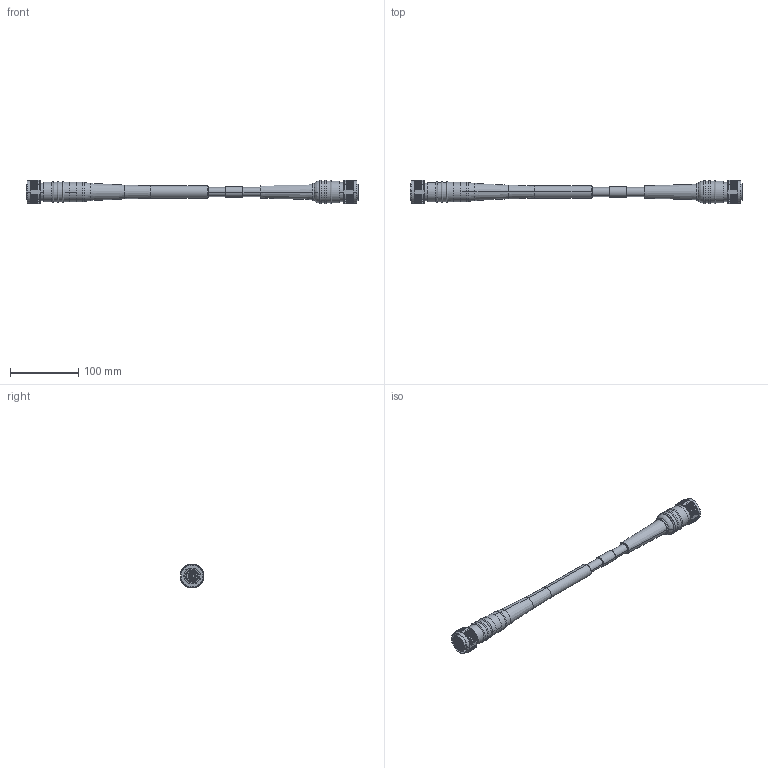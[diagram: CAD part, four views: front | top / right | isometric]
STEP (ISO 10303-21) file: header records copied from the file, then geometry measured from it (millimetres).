
FILE_DESCRIPTION((''),'2;1');
FILE_NAME('20C109300','2021-01-14T13:07:47',('CEG0317'),(''),'CREO PARAMETRIC BY PTC INC, 2017380','CREO PARAMETRIC BY PTC INC, 2017380','');
FILE_SCHEMA(('CONFIG_CONTROL_DESIGN'));
Length unit declared in the file: inch
Products named in the file (1): 20C109300
Bounding box: 485.77 x 34.43 x 34.43 mm (x, y, z)
Surface area: 55071.5 mm2 (no closed solid volume)
Topology: 0 solids, 20 shells, 305 faces, 1101 edges, 802 vertices
Faces by surface type: cylinder 232, plane 35, cone 20, torus 10, bspline 6, revolution 2
Entity records: 12168 total; most frequent: CARTESIAN_POINT 2569, DIRECTION 2288, ORIENTED_EDGE 1592, EDGE_CURVE 1101, AXIS2_PLACEMENT_3D 912, VERTEX_POINT 802, CIRCLE 615, VECTOR 462
